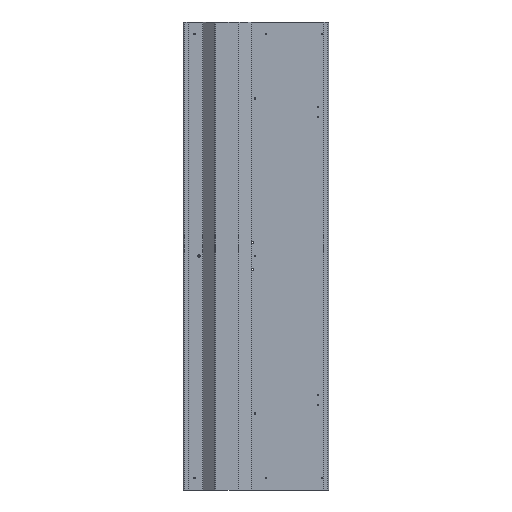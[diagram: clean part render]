
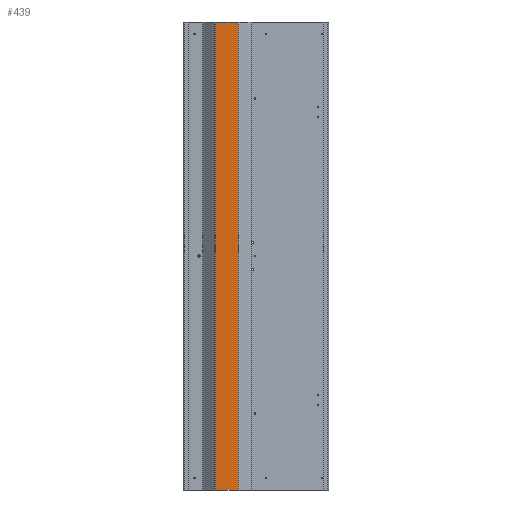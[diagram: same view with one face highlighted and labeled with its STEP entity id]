
A CAD part, left-side view. The second image highlights one B-rep face of the part: STEP entity #439.
In plain terms, the highlighted planar face has unit normal (-1, 0, 0).
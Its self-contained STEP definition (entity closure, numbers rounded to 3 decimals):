
#202 = LINE ( 'NONE', #803, #1748 ) ;
#265 = CARTESIAN_POINT ( 'NONE',  ( -30., 271.894, 564.5 ) ) ;
#322 = ORIENTED_EDGE ( 'NONE', *, *, #577, .T. ) ;
#323 = LINE ( 'NONE', #885, #1464 ) ;
#414 = VERTEX_POINT ( 'NONE', #1950 ) ;
#429 = CARTESIAN_POINT ( 'NONE',  ( -30., 271.894, -564.5 ) ) ;
#438 = LINE ( 'NONE', #1421, #1746 ) ;
#439 = ADVANCED_FACE ( 'NONE', ( #3079 ), #2963, .T. ) ;
#467 = DIRECTION ( 'NONE',  ( 0., 1., 0. ) ) ;
#496 = CARTESIAN_POINT ( 'NONE',  ( -30., 217.5, 564.5 ) ) ;
#577 = EDGE_CURVE ( 'NONE', #2564, #1119, #202, .T. ) ;
#803 = CARTESIAN_POINT ( 'NONE',  ( -30., 271.894, 564.5 ) ) ;
#885 = CARTESIAN_POINT ( 'NONE',  ( -30., 217.5, -564.5 ) ) ;
#1119 = VERTEX_POINT ( 'NONE', #429 ) ;
#1142 = EDGE_CURVE ( 'NONE', #414, #1119, #323, .T. ) ;
#1152 = VECTOR ( 'NONE', #2474, 1000. ) ;
#1214 = DIRECTION ( 'NONE',  ( -1., 0., 0. ) ) ;
#1421 = CARTESIAN_POINT ( 'NONE',  ( -30., 217.5, 564.5 ) ) ;
#1464 = VECTOR ( 'NONE', #2613, 1000. ) ;
#1746 = VECTOR ( 'NONE', #467, 1000. ) ;
#1748 = VECTOR ( 'NONE', #2768, 1000. ) ;
#1899 = ORIENTED_EDGE ( 'NONE', *, *, #1142, .F. ) ;
#1950 = CARTESIAN_POINT ( 'NONE',  ( -30., 218.106, -564.5 ) ) ;
#1984 = DIRECTION ( 'NONE',  ( 0., 0., 1. ) ) ;
#2314 = ORIENTED_EDGE ( 'NONE', *, *, #2780, .F. ) ;
#2317 = ORIENTED_EDGE ( 'NONE', *, *, #2380, .T. ) ;
#2380 = EDGE_CURVE ( 'NONE', #3175, #2564, #438, .T. ) ;
#2398 = LINE ( 'NONE', #2462, #1152 ) ;
#2418 = CARTESIAN_POINT ( 'NONE',  ( -30., 218.106, 564.5 ) ) ;
#2462 = CARTESIAN_POINT ( 'NONE',  ( -30., 218.106, 564.5 ) ) ;
#2474 = DIRECTION ( 'NONE',  ( 0., 0., -1. ) ) ;
#2564 = VERTEX_POINT ( 'NONE', #265 ) ;
#2613 = DIRECTION ( 'NONE',  ( 0., 1., 0. ) ) ;
#2634 = EDGE_LOOP ( 'NONE', ( #1899, #2314, #2317, #322 ) ) ;
#2768 = DIRECTION ( 'NONE',  ( 0., 0., -1. ) ) ;
#2780 = EDGE_CURVE ( 'NONE', #3175, #414, #2398, .T. ) ;
#2878 = AXIS2_PLACEMENT_3D ( 'NONE', #496, #1214, #1984 ) ;
#2963 = PLANE ( 'NONE',  #2878 ) ;
#3079 = FACE_OUTER_BOUND ( 'NONE', #2634, .T. ) ;
#3175 = VERTEX_POINT ( 'NONE', #2418 ) ;
